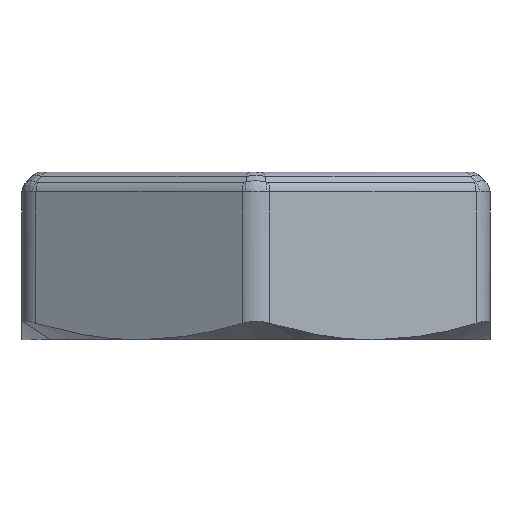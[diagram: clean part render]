
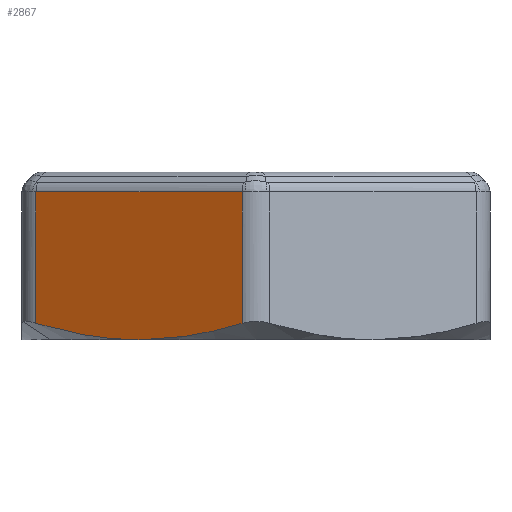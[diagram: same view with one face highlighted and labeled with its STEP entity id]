
A CAD part, left-side view. The second image highlights one B-rep face of the part: STEP entity #2867.
In plain terms, the highlighted planar face has unit normal (-0.866, 0.5, 0).
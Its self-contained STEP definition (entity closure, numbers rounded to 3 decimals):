
#266=CARTESIAN_POINT('Vertex',(-20.496,31.5,21.172)) ;
#301=CARTESIAN_POINT('Line Origine',(-28.786,17.142,21.172)) ;
#305=CARTESIAN_POINT('Vertex',(-37.528,2.,21.172)) ;
#2729=CARTESIAN_POINT('Vertex',(-29.012,16.75,0.)) ;
#2799=CARTESIAN_POINT('Line Origine',(-37.528,2.,11.)) ;
#2803=CARTESIAN_POINT('Vertex',(-37.528,2.,2.356)) ;
#2823=CARTESIAN_POINT('Axis2P3D Location',(-19.341,33.5,0.)) ;
#2829=CARTESIAN_POINT('Control Point',(-29.012,16.75,0.)) ;
#2830=CARTESIAN_POINT('Control Point',(-29.178,16.462,0.)) ;
#2831=CARTESIAN_POINT('Control Point',(-29.345,16.173,0.002)) ;
#2832=CARTESIAN_POINT('Control Point',(-29.511,15.885,0.007)) ;
#2833=CARTESIAN_POINT('Control Point',(-30.593,14.012,0.054)) ;
#2834=CARTESIAN_POINT('Control Point',(-31.676,12.136,0.201)) ;
#2835=CARTESIAN_POINT('Control Point',(-32.595,10.543,0.397)) ;
#2836=CARTESIAN_POINT('Control Point',(-34.129,7.887,0.837)) ;
#2837=CARTESIAN_POINT('Control Point',(-35.674,5.211,1.458)) ;
#2838=CARTESIAN_POINT('Control Point',(-36.291,4.143,1.732)) ;
#2839=CARTESIAN_POINT('Control Point',(-36.909,3.072,2.032)) ;
#2840=CARTESIAN_POINT('Control Point',(-37.528,2.,2.356)) ;
#2842=CARTESIAN_POINT('Line Origine',(-20.496,31.5,11.764)) ;
#2846=CARTESIAN_POINT('Vertex',(-20.496,31.5,2.356)) ;
#2850=CARTESIAN_POINT('Control Point',(-20.496,31.5,2.356)) ;
#2851=CARTESIAN_POINT('Control Point',(-21.37,29.985,1.899)) ;
#2852=CARTESIAN_POINT('Control Point',(-22.243,28.474,1.489)) ;
#2853=CARTESIAN_POINT('Control Point',(-23.112,26.969,1.132)) ;
#2854=CARTESIAN_POINT('Control Point',(-24.82,24.011,0.54)) ;
#2855=CARTESIAN_POINT('Control Point',(-26.514,21.076,0.179)) ;
#2856=CARTESIAN_POINT('Control Point',(-27.348,19.632,0.06)) ;
#2857=CARTESIAN_POINT('Control Point',(-28.18,18.191,0.)) ;
#2858=CARTESIAN_POINT('Control Point',(-29.012,16.75,0.)) ;
#303=VECTOR('Line Direction',#302,1.) ;
#2801=VECTOR('Line Direction',#2800,1.) ;
#2844=VECTOR('Line Direction',#2843,1.) ;
#302=DIRECTION('Vector Direction',(-0.5,-0.866,0.)) ;
#2800=DIRECTION('Vector Direction',(0.,0.,1.)) ;
#2824=DIRECTION('Axis2P3D Direction',(-0.866,0.5,0.)) ;
#2825=DIRECTION('Axis2P3D XDirection',(-0.5,-0.866,0.)) ;
#2843=DIRECTION('Vector Direction',(0.,0.,1.)) ;
#2826=AXIS2_PLACEMENT_3D('Plane Axis2P3D',#2823,#2824,#2825) ;
#304=LINE('Line',#301,#303) ;
#2802=LINE('Line',#2799,#2801) ;
#2845=LINE('Line',#2842,#2844) ;
#2827=PLANE('',#2826) ;
#307=EDGE_CURVE('',#267,#306,#304,.T.) ;
#2805=EDGE_CURVE('',#2804,#306,#2802,.T.) ;
#2841=EDGE_CURVE('',#2730,#2804,#2828,.T.) ;
#2848=EDGE_CURVE('',#2847,#267,#2845,.T.) ;
#2859=EDGE_CURVE('',#2847,#2730,#2849,.T.) ;
#2861=ORIENTED_EDGE('',*,*,#2841,.T.) ;
#2862=ORIENTED_EDGE('',*,*,#2805,.T.) ;
#2863=ORIENTED_EDGE('',*,*,#307,.F.) ;
#2864=ORIENTED_EDGE('',*,*,#2848,.F.) ;
#2865=ORIENTED_EDGE('',*,*,#2859,.T.) ;
#2860=EDGE_LOOP('',(#2861,#2862,#2863,#2864,#2865)) ;
#267=VERTEX_POINT('',#266) ;
#306=VERTEX_POINT('',#305) ;
#2730=VERTEX_POINT('',#2729) ;
#2804=VERTEX_POINT('',#2803) ;
#2847=VERTEX_POINT('',#2846) ;
#2867=ADVANCED_FACE('PartBody',(#2866),#2827,.T.) ;
#2828=B_SPLINE_CURVE_WITH_KNOTS('',5,(#2829,#2830,#2831,#2832,#2833,#2834,#2835,#2836,#2837,#2838,#2839,#2840),.UNSPECIFIED.,.F.,.U.,(6,3,3,6),(25.029,27.501,41.083,50.059),.UNSPECIFIED.) ;
#2849=B_SPLINE_CURVE_WITH_KNOTS('',5,(#2850,#2851,#2852,#2853,#2854,#2855,#2856,#2857,#2858),.UNSPECIFIED.,.F.,.U.,(6,3,6),(0.,12.68,25.029),.UNSPECIFIED.) ;
#2866=FACE_OUTER_BOUND('',#2860,.T.) ;
